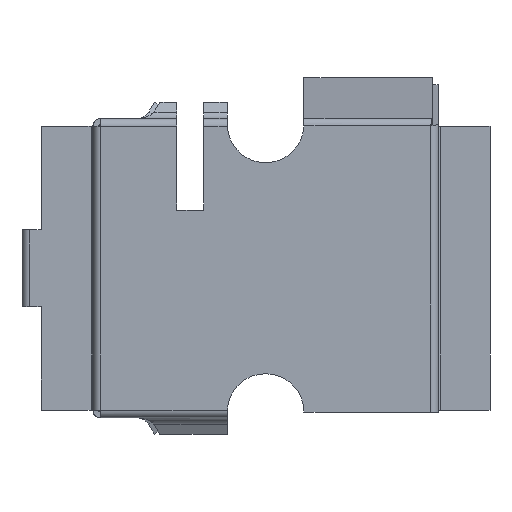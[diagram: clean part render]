
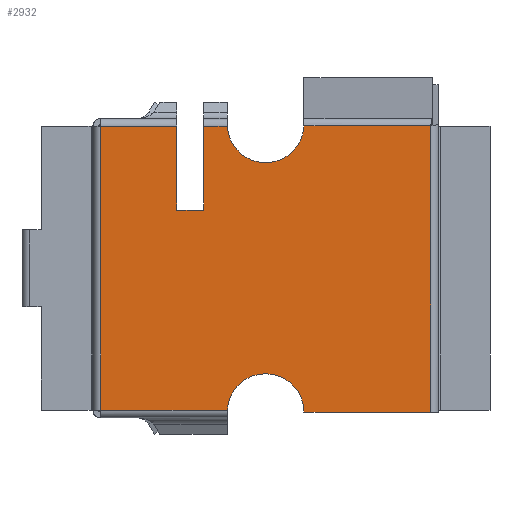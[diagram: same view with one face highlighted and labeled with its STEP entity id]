
A CAD part, front view. The second image highlights one B-rep face of the part: STEP entity #2932.
In plain terms, the highlighted planar face has unit normal (0, -1, 0).
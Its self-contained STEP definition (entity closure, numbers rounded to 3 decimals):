
#17=DIRECTION('',(1.,0.,0.));
#18=VECTOR('',#17,66.);
#19=CARTESIAN_POINT('',(20.,0.,-75.));
#20=LINE('',#19,#18);
#25=CARTESIAN_POINT('',(0.,0.,-75.));
#26=DIRECTION('',(0.,1.,0.));
#27=DIRECTION('',(0.,0.,1.));
#28=AXIS2_PLACEMENT_3D('',#25,#26,#27);
#33=CARTESIAN_POINT('',(0.,0.,-75.));
#34=DIRECTION('',(0.,1.,0.));
#35=DIRECTION('',(-0.999,0.,0.05));
#36=AXIS2_PLACEMENT_3D('',#33,#34,#35);
#41=DIRECTION('',(0.,0.,1.));
#42=VECTOR('',#41,43.668);
#43=CARTESIAN_POINT('',(-46.343,0.,30.332));
#44=LINE('',#43,#42);
#48=DIRECTION('',(-1.,0.,0.));
#49=VECTOR('',#48,14.);
#50=CARTESIAN_POINT('',(-32.343,0.,30.332));
#51=LINE('',#50,#49);
#55=DIRECTION('',(0.,0.,-1.));
#56=VECTOR('',#55,43.668);
#57=CARTESIAN_POINT('',(-32.343,0.,74.));
#58=LINE('',#57,#56);
#62=CARTESIAN_POINT('',(0.,0.,75.));
#63=DIRECTION('',(0.,1.,0.));
#64=DIRECTION('',(0.,0.,-1.));
#65=AXIS2_PLACEMENT_3D('',#62,#63,#64);
#70=CARTESIAN_POINT('',(0.,0.,75.));
#71=DIRECTION('',(0.,1.,0.));
#72=DIRECTION('',(0.997,0.,-0.083));
#73=AXIS2_PLACEMENT_3D('',#70,#71,#72);
#78=DIRECTION('',(-1.,0.,0.));
#79=VECTOR('',#78,0.07);
#80=CARTESIAN_POINT('',(20.,0.,73.333));
#81=LINE('',#80,#79);
#85=DIRECTION('',(0.,0.,-1.));
#86=VECTOR('',#85,0.9);
#87=CARTESIAN_POINT('',(20.,0.,74.233));
#88=LINE('',#87,#86);
#92=DIRECTION('',(0.,0.,-1.));
#93=VECTOR('',#92,149.233);
#94=CARTESIAN_POINT('',(86.,0.,74.233));
#95=LINE('',#94,#93);
#571=CARTESIAN_POINT('',(86.,0.,74.233));
#583=DIRECTION('',(1.,0.,0.));
#584=VECTOR('',#583,66.);
#585=CARTESIAN_POINT('',(20.,0.,74.233));
#586=LINE('',#585,#584);
#759=DIRECTION('',(1.,0.,0.));
#760=VECTOR('',#759,12.368);
#761=CARTESIAN_POINT('',(-32.343,0.,74.));
#762=LINE('',#761,#760);
#780=DIRECTION('',(1.,0.,0.));
#781=VECTOR('',#780,39.657);
#782=CARTESIAN_POINT('',(-86.,0.,74.));
#783=LINE('',#782,#781);
#894=CARTESIAN_POINT('',(-86.,0.,74.));
#1291=DIRECTION('',(0.,0.,1.));
#1292=VECTOR('',#1291,148.);
#1293=CARTESIAN_POINT('',(-86.,0.,-74.));
#1294=LINE('',#1293,#1292);
#1335=CARTESIAN_POINT('',(-86.,0.,-74.));
#1373=DIRECTION('',(-1.,0.,0.));
#1374=VECTOR('',#1373,66.025);
#1375=CARTESIAN_POINT('',(-19.975,0.,-74.));
#1376=LINE('',#1375,#1374);
#2540=CARTESIAN_POINT('',(20.,0.,74.233));
#2542=VERTEX_POINT('',#2540);
#2568=VERTEX_POINT('',#571);
#2570=CARTESIAN_POINT('',(86.,0.,-75.));
#2572=VERTEX_POINT('',#2570);
#2587=CARTESIAN_POINT('',(20.,0.,73.333));
#2588=VERTEX_POINT('',#2587);
#2639=CARTESIAN_POINT('',(0.,0.,55.));
#2640=CARTESIAN_POINT('',(-19.975,0.,74.));
#2641=VERTEX_POINT('',#2639);
#2642=VERTEX_POINT('',#2640);
#2643=CARTESIAN_POINT('',(19.93,0.,73.333));
#2644=VERTEX_POINT('',#2643);
#2677=CARTESIAN_POINT('',(-32.343,0.,74.));
#2678=VERTEX_POINT('',#2677);
#2679=CARTESIAN_POINT('',(-46.343,0.,74.));
#2680=VERTEX_POINT('',#2679);
#2681=VERTEX_POINT('',#894);
#2689=CARTESIAN_POINT('',(-32.343,0.,30.332));
#2690=VERTEX_POINT('',#2689);
#2691=CARTESIAN_POINT('',(-46.343,0.,30.332));
#2692=VERTEX_POINT('',#2691);
#2762=CARTESIAN_POINT('',(-19.975,0.,-74.));
#2764=VERTEX_POINT('',#2762);
#2766=VERTEX_POINT('',#1335);
#2829=CARTESIAN_POINT('',(0.,0.,-55.));
#2830=CARTESIAN_POINT('',(20.,0.,-75.));
#2831=VERTEX_POINT('',#2829);
#2832=VERTEX_POINT('',#2830);
#2893=CARTESIAN_POINT('',(90.,0.,75.));
#2894=DIRECTION('',(0.,-1.,0.));
#2895=DIRECTION('',(0.,0.,-1.));
#2896=AXIS2_PLACEMENT_3D('',#2893,#2894,#2895);
#2897=PLANE('',#2896);
#2899=ORIENTED_EDGE('',*,*,#2898,.T.);
#2901=ORIENTED_EDGE('',*,*,#2900,.F.);
#2903=ORIENTED_EDGE('',*,*,#2902,.F.);
#2905=ORIENTED_EDGE('',*,*,#2904,.F.);
#2907=ORIENTED_EDGE('',*,*,#2906,.T.);
#2909=ORIENTED_EDGE('',*,*,#2908,.T.);
#2911=ORIENTED_EDGE('',*,*,#2910,.T.);
#2913=ORIENTED_EDGE('',*,*,#2912,.F.);
#2915=ORIENTED_EDGE('',*,*,#2914,.F.);
#2917=ORIENTED_EDGE('',*,*,#2916,.F.);
#2919=ORIENTED_EDGE('',*,*,#2918,.T.);
#2921=ORIENTED_EDGE('',*,*,#2920,.F.);
#2923=ORIENTED_EDGE('',*,*,#2922,.F.);
#2925=ORIENTED_EDGE('',*,*,#2924,.F.);
#2927=ORIENTED_EDGE('',*,*,#2926,.F.);
#2929=ORIENTED_EDGE('',*,*,#2928,.T.);
#2930=EDGE_LOOP('',(#2899,#2901,#2903,#2905,#2907,#2909,#2911,#2913,#2915,#2917,
#2919,#2921,#2923,#2925,#2927,#2929));
#2931=FACE_OUTER_BOUND('',#2930,.F.);
#29=CIRCLE('',#28,20.);
#37=CIRCLE('',#36,20.);
#66=CIRCLE('',#65,20.);
#74=CIRCLE('',#73,20.);
#2898=EDGE_CURVE('',#2568,#2572,#95,.T.);
#2900=EDGE_CURVE('',#2832,#2572,#20,.T.);
#2902=EDGE_CURVE('',#2831,#2832,#29,.T.);
#2904=EDGE_CURVE('',#2764,#2831,#37,.T.);
#2906=EDGE_CURVE('',#2764,#2766,#1376,.T.);
#2908=EDGE_CURVE('',#2766,#2681,#1294,.T.);
#2910=EDGE_CURVE('',#2681,#2680,#783,.T.);
#2912=EDGE_CURVE('',#2692,#2680,#44,.T.);
#2914=EDGE_CURVE('',#2690,#2692,#51,.T.);
#2916=EDGE_CURVE('',#2678,#2690,#58,.T.);
#2918=EDGE_CURVE('',#2678,#2642,#762,.T.);
#2920=EDGE_CURVE('',#2641,#2642,#66,.T.);
#2922=EDGE_CURVE('',#2644,#2641,#74,.T.);
#2924=EDGE_CURVE('',#2588,#2644,#81,.T.);
#2926=EDGE_CURVE('',#2542,#2588,#88,.T.);
#2928=EDGE_CURVE('',#2542,#2568,#586,.T.);
#2932=ADVANCED_FACE('',(#2931),#2897,.T.);
